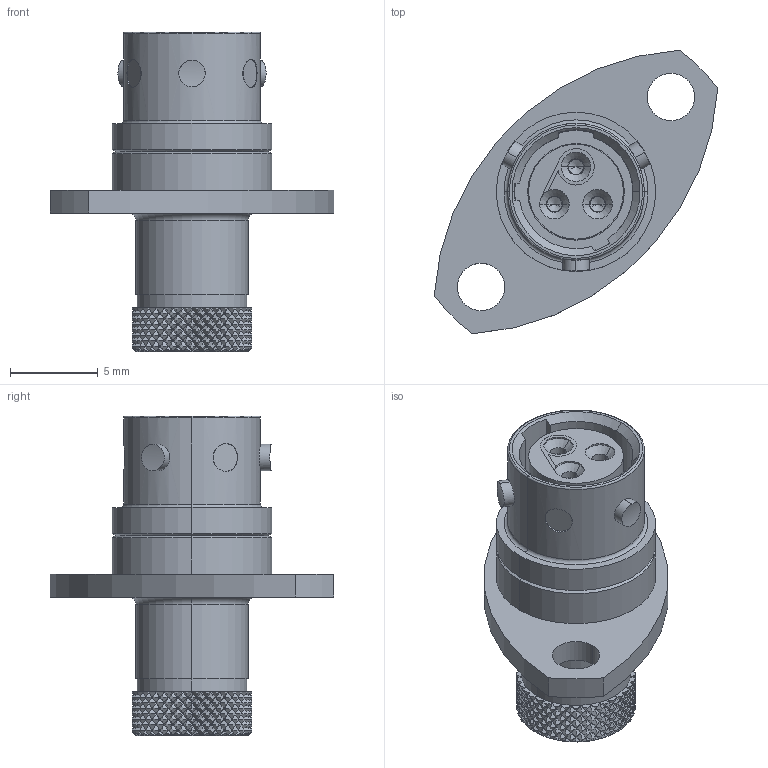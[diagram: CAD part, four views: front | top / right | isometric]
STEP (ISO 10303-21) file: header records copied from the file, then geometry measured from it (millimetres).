
FILE_DESCRIPTION (( 'STEP AP214' ), '1' );
FILE_NAME ('ASX002-03SD.STEP', '2016-05-04T15:29:32', ( 'TE Connectivity' ), ( 'TE Connectivity' ), 'SwSTEP 2.0', 'SolidWorks 2014', '' );
FILE_SCHEMA (( 'AUTOMOTIVE_DESIGN' ));
Length unit declared in the file: millimetre
Products named in the file (1): ASX002-03SD
Bounding box: 16.16 x 16.16 x 18.2 mm (x, y, z)
Volume: 787 mm3; surface area: 1616.3 mm2
Topology: 1 solids, 6 shells, 1950 faces, 4032 edges, 2128 vertices
Faces by surface type: bspline 1189, cylinder 453, cone 114, plane 109, torus 85
Entity records: 132421 total; most frequent: CARTESIAN_POINT 83456, ORIENTED_EDGE 8052, EDGE_CURVE 4026, DIRECTION 3125, VERTEX_POINT 2128, EDGE_LOOP 2000, ADVANCED_FACE 1950, FACE_OUTER_BOUND 1950
